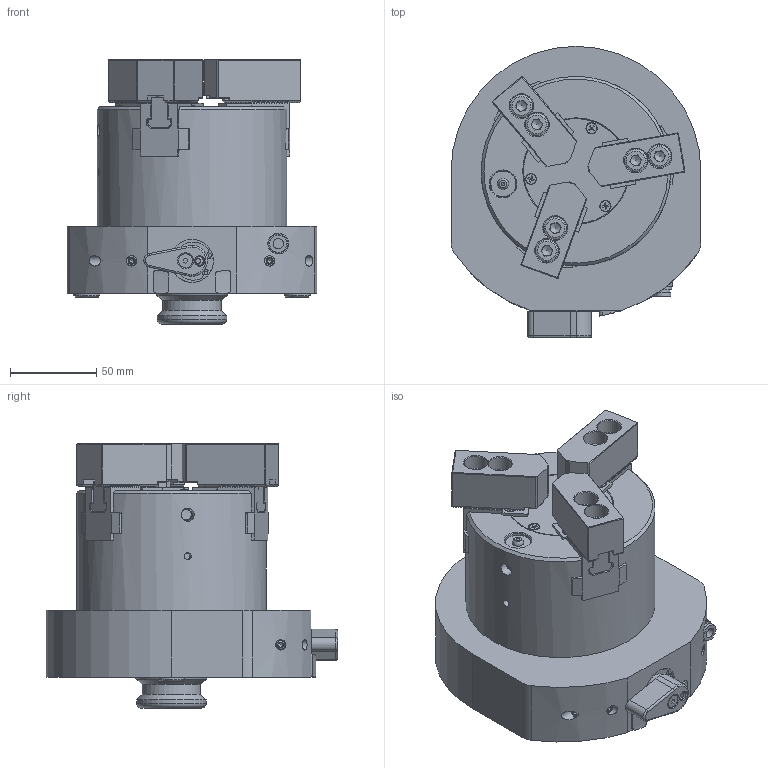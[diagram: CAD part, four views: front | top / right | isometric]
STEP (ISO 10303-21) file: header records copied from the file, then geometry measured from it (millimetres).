
FILE_DESCRIPTION(/* description */ (''),/* implementation_level */ '2;1');
FILE_NAME(/* name */ 'SKLICIDLO_AS04.stp',/* time_stamp */ '2018-02-05T14:06:43+01:00',/* author */ ('PC'),/* organization */ (''),/* preprocessor_version */ 'ST-DEVELOPER v16.13',/* originating_system */ 'Autodesk Inventor 2018',/* authorisation */ '');
FILE_SCHEMA (('AUTOMOTIVE_DESIGN { 1 0 10303 214 3 1 1 }'));
Products named in the file (1): SKLICIDLO_AS04
Bounding box: 145 x 169 x 153.5 mm (x, y, z)
Volume: 1446187.1 mm3; surface area: 125722.2 mm2
Topology: 1 solids, 21 shells, 2356 faces, 7164 edges, 4535 vertices
Faces by surface type: plane 1848, cylinder 382, cone 105, torus 18, sphere 3
Full cylindrical faces by diameter (mm): 1.9 x1, 2 x2, 2.9 x1, 3 x6, 3.242 x1, 3.4 x9, 4 x2, 4.134 x5, 4.959 x2, 5 x3, 5.3 x2, 6 x14, 6.1 x1, 6.3 x6, 6.5 x1, 8 x7, 8.376 x1, 8.5 x8, 8.8 x1, 10 x3, 11.1 x1, 13 x6, 13.5 x6, 15 x3, 15.5 x2, 25 x1, 34 x1, 40.5 x1, 110 x1
Entity records: 78489 total; most frequent: CARTESIAN_POINT 14426, ORIENTED_EDGE 13740, DIRECTION 12431, EDGE_CURVE 6870, LINE 5791, VECTOR 5791, VERTEX_POINT 4441, AXIS2_PLACEMENT_3D 3320
